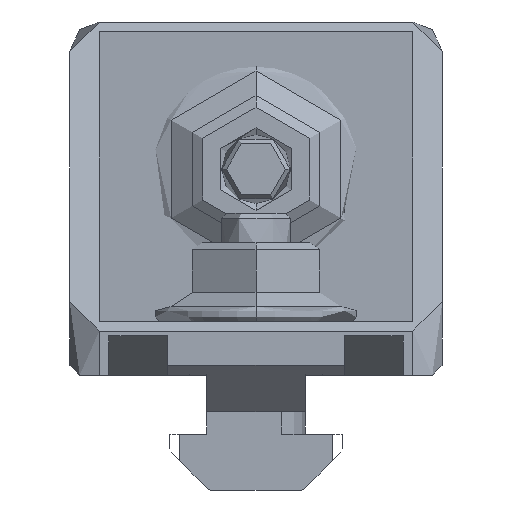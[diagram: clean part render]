
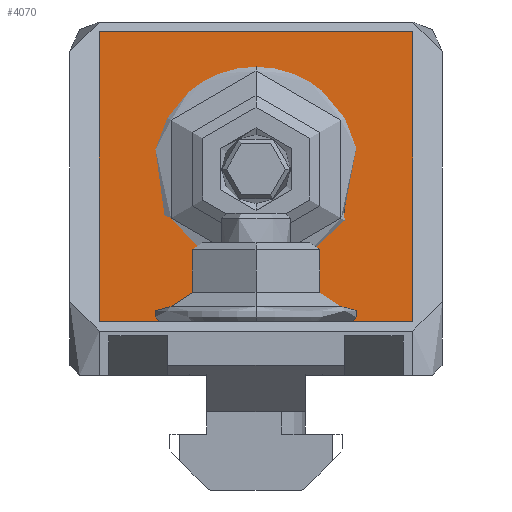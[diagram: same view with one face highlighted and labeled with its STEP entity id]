
A CAD part, front view. The second image highlights one B-rep face of the part: STEP entity #4070.
In plain terms, the highlighted planar face has unit normal (0, -1, 0).
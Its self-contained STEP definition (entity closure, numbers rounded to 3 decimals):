
#148 = ORIENTED_EDGE ( 'NONE', *, *, #7114, .T. ) ;
#152 = ORIENTED_EDGE ( 'NONE', *, *, #6643, .T. ) ;
#153 = CARTESIAN_POINT ( 'NONE',  ( 0., -5.5, 21. ) ) ;
#259 =( BOUNDED_CURVE ( )  B_SPLINE_CURVE ( 3, ( #6406, #1790, #8320, #1814 ),
 .UNSPECIFIED., .F., .F. ) 
 B_SPLINE_CURVE_WITH_KNOTS ( ( 4, 4 ),
 ( 2.605, 3.411 ),
 .UNSPECIFIED. ) 
 CURVE ( )  GEOMETRIC_REPRESENTATION_ITEM ( )  RATIONAL_B_SPLINE_CURVE ( ( 1., 0.947, 0.947, 1. ) ) 
 REPRESENTATION_ITEM ( '' )  );
#343 = CIRCLE ( 'NONE', #1525, 10. ) ;
#380 = CARTESIAN_POINT ( 'NONE',  ( -4.35, -5.5, 11.996 ) ) ;
#400 = LINE ( 'NONE', #1432, #2139 ) ;
#424 = CARTESIAN_POINT ( 'NONE',  ( -5.268, -5.5, 29.5 ) ) ;
#639 = CARTESIAN_POINT ( 'NONE',  ( -16., -5.5, 2.75 ) ) ;
#808 = VECTOR ( 'NONE', #8166, 1000. ) ;
#903 = EDGE_LOOP ( 'NONE', ( #8336, #5767, #1531, #2645 ) ) ;
#911 = VECTOR ( 'NONE', #4855, 1000. ) ;
#918 = CARTESIAN_POINT ( 'NONE',  ( 16., -5.5, 5.5 ) ) ;
#938 = DIRECTION ( 'NONE',  ( 0., 0., -1. ) ) ;
#1003 = EDGE_LOOP ( 'NONE', ( #7785, #2966, #3350, #1611, #5730, #148, #7819, #2995, #152, #8298 ) ) ;
#1028 = FACE_OUTER_BOUND ( 'NONE', #903, .T. ) ;
#1151 = DIRECTION ( 'NONE',  ( 0., -1., 0. ) ) ;
#1177 = CARTESIAN_POINT ( 'NONE',  ( -6.6, -5.5, 28.513 ) ) ;
#1374 = DIRECTION ( 'NONE',  ( 0., 0., 1. ) ) ;
#1431 = VERTEX_POINT ( 'NONE', #2532 ) ;
#1432 = CARTESIAN_POINT ( 'NONE',  ( -4.35, -5.5, 2.75 ) ) ;
#1454 = CIRCLE ( 'NONE', #7130, 10. ) ;
#1502 = AXIS2_PLACEMENT_3D ( 'NONE', #153, #3362, #2220 ) ;
#1525 = AXIS2_PLACEMENT_3D ( 'NONE', #6906, #6161, #2889 ) ;
#1531 = ORIENTED_EDGE ( 'NONE', *, *, #3817, .T. ) ;
#1542 = CIRCLE ( 'NONE', #1502, 10. ) ;
#1553 = DIRECTION ( 'NONE',  ( 0., -1., 0. ) ) ;
#1564 = VECTOR ( 'NONE', #5234, 1000. ) ;
#1611 = ORIENTED_EDGE ( 'NONE', *, *, #4867, .T. ) ;
#1729 = VERTEX_POINT ( 'NONE', #2429 ) ;
#1781 =( BOUNDED_CURVE ( )  B_SPLINE_CURVE ( 3, ( #4796, #2738, #6647, #4675 ),
 .UNSPECIFIED., .F., .F. ) 
 B_SPLINE_CURVE_WITH_KNOTS ( ( 4, 4 ),
 ( 2.469, 3.804 ),
 .UNSPECIFIED. ) 
 CURVE ( )  GEOMETRIC_REPRESENTATION_ITEM ( )  RATIONAL_B_SPLINE_CURVE ( ( 1., 0.857, 0.857, 1. ) ) 
 REPRESENTATION_ITEM ( '' )  );
#1790 = CARTESIAN_POINT ( 'NONE',  ( 5.809, -5.5, 29.385 ) ) ;
#1814 = CARTESIAN_POINT ( 'NONE',  ( 6.422, -5.5, 28.666 ) ) ;
#2139 = VECTOR ( 'NONE', #3409, 1000. ) ;
#2220 = DIRECTION ( 'NONE',  ( 0., 0., 1. ) ) ;
#2230 = DIRECTION ( 'NONE',  ( -1., 0., 0. ) ) ;
#2260 = CARTESIAN_POINT ( 'NONE',  ( 16., -5.5, 2.75 ) ) ;
#2429 = CARTESIAN_POINT ( 'NONE',  ( -16., -5.5, 5.5 ) ) ;
#2532 = CARTESIAN_POINT ( 'NONE',  ( 6.422, -5.5, 28.666 ) ) ;
#2544 = VECTOR ( 'NONE', #2230, 1000. ) ;
#2546 = CARTESIAN_POINT ( 'NONE',  ( 10.175, -5.5, 29.5 ) ) ;
#2596 = CARTESIAN_POINT ( 'NONE',  ( 5.311, -5.5, 29.473 ) ) ;
#2645 = ORIENTED_EDGE ( 'NONE', *, *, #4228, .T. ) ;
#2660 = CARTESIAN_POINT ( 'NONE',  ( 0., -5.5, 31. ) ) ;
#2738 = CARTESIAN_POINT ( 'NONE',  ( -6.205, -5.5, 29.5 ) ) ;
#2868 = LINE ( 'NONE', #2546, #7681 ) ;
#2889 = DIRECTION ( 'NONE',  ( 0., 0., 1. ) ) ;
#2900 = LINE ( 'NONE', #918, #4232 ) ;
#2966 = ORIENTED_EDGE ( 'NONE', *, *, #7327, .T. ) ;
#2992 = CARTESIAN_POINT ( 'NONE',  ( 16., -5.5, 5.5 ) ) ;
#2995 = ORIENTED_EDGE ( 'NONE', *, *, #6224, .F. ) ;
#3119 = VERTEX_POINT ( 'NONE', #3146 ) ;
#3146 = CARTESIAN_POINT ( 'NONE',  ( 16., -5.5, 35. ) ) ;
#3350 = ORIENTED_EDGE ( 'NONE', *, *, #8135, .F. ) ;
#3362 = DIRECTION ( 'NONE',  ( 0., -1., 0. ) ) ;
#3409 = DIRECTION ( 'NONE',  ( 0., 0., 1. ) ) ;
#3569 = VERTEX_POINT ( 'NONE', #4988 ) ;
#3664 = EDGE_CURVE ( 'NONE', #5724, #4365, #1454, .T. ) ;
#3817 = EDGE_CURVE ( 'NONE', #8287, #1729, #4422, .T. ) ;
#3904 = CARTESIAN_POINT ( 'NONE',  ( 4.35, -5.5, 9.5 ) ) ;
#3953 = CARTESIAN_POINT ( 'NONE',  ( 16., -5.5, 5.5 ) ) ;
#4070 = ADVANCED_FACE ( 'NONE', ( #8012, #1028 ), #5245, .F. ) ;
#4095 = LINE ( 'NONE', #2260, #911 ) ;
#4098 = CARTESIAN_POINT ( 'NONE',  ( 4.35, -5.5, 2.75 ) ) ;
#4228 = EDGE_CURVE ( 'NONE', #1729, #7891, #2900, .T. ) ;
#4232 = VECTOR ( 'NONE', #6165, 1000. ) ;
#4271 = CARTESIAN_POINT ( 'NONE',  ( -4.35, -5.5, 9.5 ) ) ;
#4316 = CIRCLE ( 'NONE', #6411, 10. ) ;
#4365 = VERTEX_POINT ( 'NONE', #424 ) ;
#4422 = LINE ( 'NONE', #639, #1564 ) ;
#4675 = CARTESIAN_POINT ( 'NONE',  ( -6.6, -5.5, 28.513 ) ) ;
#4796 = CARTESIAN_POINT ( 'NONE',  ( -5.6, -5.5, 29.5 ) ) ;
#4855 = DIRECTION ( 'NONE',  ( 0., 0., 1. ) ) ;
#4867 = EDGE_CURVE ( 'NONE', #3569, #5126, #5261, .T. ) ;
#4869 = EDGE_CURVE ( 'NONE', #5693, #5724, #343, .T. ) ;
#4936 = DIRECTION ( 'NONE',  ( 0., 0., 1. ) ) ;
#4988 = CARTESIAN_POINT ( 'NONE',  ( 4.35, -5.5, 11.996 ) ) ;
#5126 = VERTEX_POINT ( 'NONE', #3904 ) ;
#5196 = VERTEX_POINT ( 'NONE', #1177 ) ;
#5234 = DIRECTION ( 'NONE',  ( 0., 0., -1. ) ) ;
#5245 = PLANE ( 'NONE',  #6977 ) ;
#5261 = LINE ( 'NONE', #4098, #8328 ) ;
#5477 = CARTESIAN_POINT ( 'NONE',  ( 0., -5.5, 21. ) ) ;
#5538 = LINE ( 'NONE', #6837, #808 ) ;
#5693 = VERTEX_POINT ( 'NONE', #2596 ) ;
#5724 = VERTEX_POINT ( 'NONE', #2660 ) ;
#5730 = ORIENTED_EDGE ( 'NONE', *, *, #6457, .T. ) ;
#5767 = ORIENTED_EDGE ( 'NONE', *, *, #7029, .T. ) ;
#5838 = LINE ( 'NONE', #6883, #2544 ) ;
#6161 = DIRECTION ( 'NONE',  ( 0., -1., 0. ) ) ;
#6165 = DIRECTION ( 'NONE',  ( 1., 0., 0. ) ) ;
#6224 = EDGE_CURVE ( 'NONE', #8190, #5196, #1781, .T. ) ;
#6346 = VERTEX_POINT ( 'NONE', #4271 ) ;
#6406 = CARTESIAN_POINT ( 'NONE',  ( 5.311, -5.5, 29.473 ) ) ;
#6411 = AXIS2_PLACEMENT_3D ( 'NONE', #5477, #1553, #4936 ) ;
#6434 = EDGE_CURVE ( 'NONE', #5196, #7850, #4316, .T. ) ;
#6457 = EDGE_CURVE ( 'NONE', #5126, #6346, #5838, .T. ) ;
#6533 = DIRECTION ( 'NONE',  ( 0., 1., 0. ) ) ;
#6643 = EDGE_CURVE ( 'NONE', #8190, #4365, #2868, .T. ) ;
#6647 = CARTESIAN_POINT ( 'NONE',  ( -6.594, -5.5, 29.116 ) ) ;
#6837 = CARTESIAN_POINT ( 'NONE',  ( 19.4, -5.5, 35. ) ) ;
#6877 = CARTESIAN_POINT ( 'NONE',  ( -5.6, -5.5, 29.5 ) ) ;
#6883 = CARTESIAN_POINT ( 'NONE',  ( 10.175, -5.5, 9.5 ) ) ;
#6906 = CARTESIAN_POINT ( 'NONE',  ( 0., -5.5, 21. ) ) ;
#6977 = AXIS2_PLACEMENT_3D ( 'NONE', #3953, #6533, #1374 ) ;
#7029 = EDGE_CURVE ( 'NONE', #3119, #8287, #5538, .T. ) ;
#7114 = EDGE_CURVE ( 'NONE', #6346, #7850, #400, .T. ) ;
#7130 = AXIS2_PLACEMENT_3D ( 'NONE', #8433, #1151, #7775 ) ;
#7240 = EDGE_CURVE ( 'NONE', #7891, #3119, #4095, .T. ) ;
#7327 = EDGE_CURVE ( 'NONE', #5693, #1431, #259, .T. ) ;
#7681 = VECTOR ( 'NONE', #8428, 1000. ) ;
#7685 = CARTESIAN_POINT ( 'NONE',  ( -16., -5.5, 35. ) ) ;
#7775 = DIRECTION ( 'NONE',  ( 0., 0., 1. ) ) ;
#7785 = ORIENTED_EDGE ( 'NONE', *, *, #4869, .F. ) ;
#7819 = ORIENTED_EDGE ( 'NONE', *, *, #6434, .F. ) ;
#7850 = VERTEX_POINT ( 'NONE', #380 ) ;
#7891 = VERTEX_POINT ( 'NONE', #2992 ) ;
#8012 = FACE_BOUND ( 'NONE', #1003, .T. ) ;
#8135 = EDGE_CURVE ( 'NONE', #3569, #1431, #1542, .T. ) ;
#8166 = DIRECTION ( 'NONE',  ( -1., 0., 0. ) ) ;
#8190 = VERTEX_POINT ( 'NONE', #6877 ) ;
#8287 = VERTEX_POINT ( 'NONE', #7685 ) ;
#8298 = ORIENTED_EDGE ( 'NONE', *, *, #3664, .F. ) ;
#8320 = CARTESIAN_POINT ( 'NONE',  ( 6.2, -5.5, 29.1 ) ) ;
#8328 = VECTOR ( 'NONE', #938, 1000. ) ;
#8336 = ORIENTED_EDGE ( 'NONE', *, *, #7240, .T. ) ;
#8428 = DIRECTION ( 'NONE',  ( 1., 0., 0. ) ) ;
#8433 = CARTESIAN_POINT ( 'NONE',  ( 0., -5.5, 21. ) ) ;
